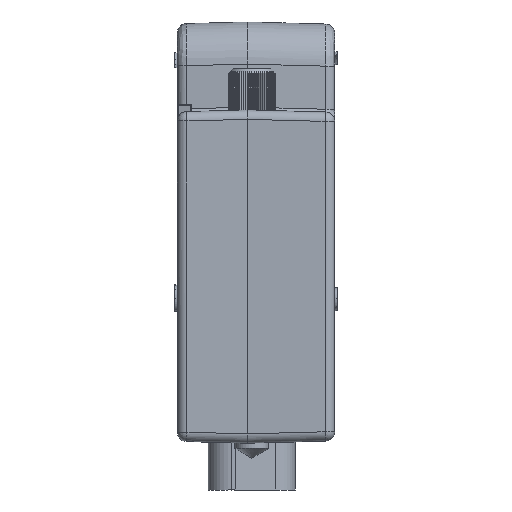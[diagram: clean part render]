
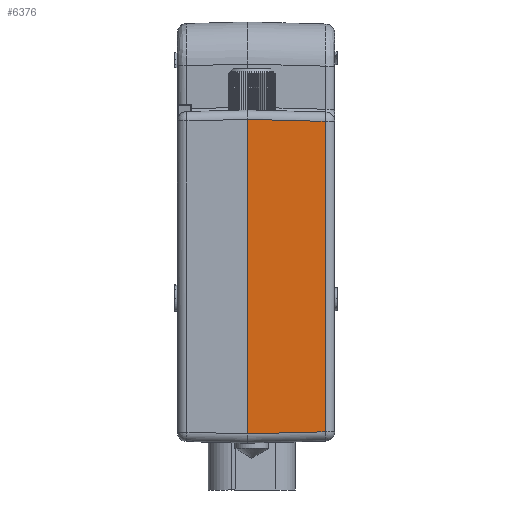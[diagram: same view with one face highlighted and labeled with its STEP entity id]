
A CAD part, left-side view. The second image highlights one B-rep face of the part: STEP entity #6376.
In plain terms, the highlighted planar face has unit normal (-1, 0.026, 0).
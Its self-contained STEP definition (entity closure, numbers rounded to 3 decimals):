
#6356=AXIS2_PLACEMENT_3D('Plane Axis2P3D',#6353,#6354,#6355) ;
#5512=CARTESIAN_POINT('Vertex',(0.,1.326,39.382)) ;
#5531=CARTESIAN_POINT('Line Origine',(0.,1.326,40.971)) ;
#5535=CARTESIAN_POINT('Vertex',(0.,1.326,6.218)) ;
#6338=CARTESIAN_POINT('Vertex',(0.216,9.6,39.599)) ;
#6341=CARTESIAN_POINT('Line Origine',(0.225,9.918,39.607)) ;
#6353=CARTESIAN_POINT('Axis2P3D Location',(0.216,9.6,1.96)) ;
#6358=CARTESIAN_POINT('Line Origine',(0.216,9.6,22.8)) ;
#6362=CARTESIAN_POINT('Vertex',(0.216,9.6,6.001)) ;
#6365=CARTESIAN_POINT('Line Origine',(0.108,5.463,6.109)) ;
#5532=DIRECTION('Vector Direction',(0.,0.,-1.)) ;
#6342=DIRECTION('Vector Direction',(-0.026,-0.999,-0.026)) ;
#6354=DIRECTION('Axis2P3D Direction',(-1.,0.026,0.)) ;
#6355=DIRECTION('Axis2P3D XDirection',(0.,0.,-1.)) ;
#6359=DIRECTION('Vector Direction',(0.,0.,1.)) ;
#6366=DIRECTION('Vector Direction',(-0.026,-0.999,0.026)) ;
#5533=VECTOR('Line Direction',#5532,1.) ;
#6343=VECTOR('Line Direction',#6342,1.) ;
#6360=VECTOR('Line Direction',#6359,1.) ;
#6367=VECTOR('Line Direction',#6366,1.) ;
#6371=ORIENTED_EDGE('',*,*,#6364,.F.) ;
#6372=ORIENTED_EDGE('',*,*,#6369,.T.) ;
#6373=ORIENTED_EDGE('',*,*,#5537,.F.) ;
#6374=ORIENTED_EDGE('',*,*,#6345,.F.) ;
#6376=ADVANCED_FACE('Hauptkoerper',(#6375),#6357,.T.) ;
#5537=EDGE_CURVE('',#5513,#5536,#5534,.T.) ;
#6345=EDGE_CURVE('',#6339,#5513,#6344,.T.) ;
#6364=EDGE_CURVE('',#6363,#6339,#6361,.T.) ;
#6369=EDGE_CURVE('',#6363,#5536,#6368,.T.) ;
#6370=EDGE_LOOP('',(#6371,#6372,#6373,#6374)) ;
#6375=FACE_OUTER_BOUND('',#6370,.T.) ;
#5534=LINE('Line',#5531,#5533) ;
#6344=LINE('Line',#6341,#6343) ;
#6361=LINE('Line',#6358,#6360) ;
#6368=LINE('Line',#6365,#6367) ;
#6357=PLANE('',#6356) ;
#5513=VERTEX_POINT('',#5512) ;
#5536=VERTEX_POINT('',#5535) ;
#6339=VERTEX_POINT('',#6338) ;
#6363=VERTEX_POINT('',#6362) ;
